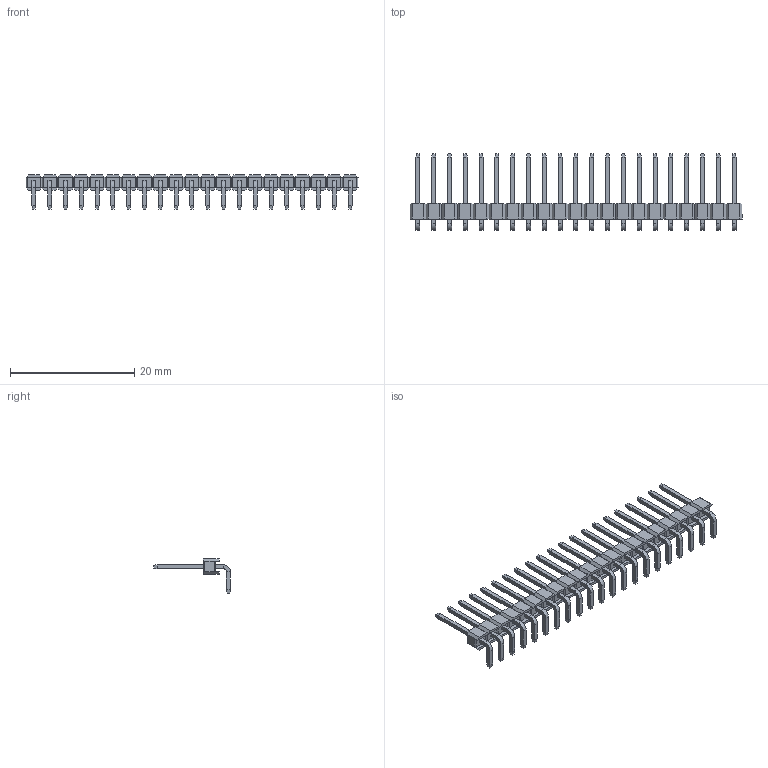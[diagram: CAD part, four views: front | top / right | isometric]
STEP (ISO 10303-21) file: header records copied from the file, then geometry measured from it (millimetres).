
FILE_DESCRIPTION (( 'STEP AP214' ), '1' );
FILE_NAME ('1x21 Male Pin Header Angle.STEP', '2021-11-12T11:37:02', ( 'M.B.I.' ), ( '' ), 'SwSTEP 2.0', '', '' );
FILE_SCHEMA (( 'AUTOMOTIVE_DESIGN' ));
Length unit declared in the file: millimetre
Products named in the file (1): 1x21 Male Pin Header Angle
Bounding box: 53.34 x 12.36 x 5.5 mm (x, y, z)
Volume: 386.9 mm3; surface area: 1588.2 mm2
Topology: 23 solids, 23 shells, 982 faces, 2422 edges, 1486 vertices
Faces by surface type: plane 940, cylinder 42
Entity records: 28278 total; most frequent: CARTESIAN_POINT 4891, ORIENTED_EDGE 4844, DIRECTION 4472, EDGE_CURVE 2422, LINE 2338, VECTOR 2338, VERTEX_POINT 1486, AXIS2_PLACEMENT_3D 1067
